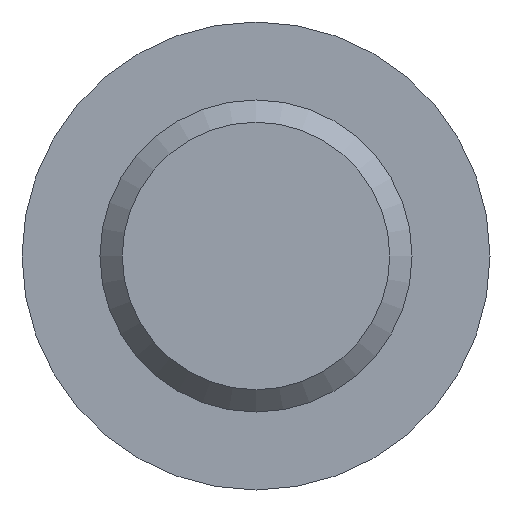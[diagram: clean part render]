
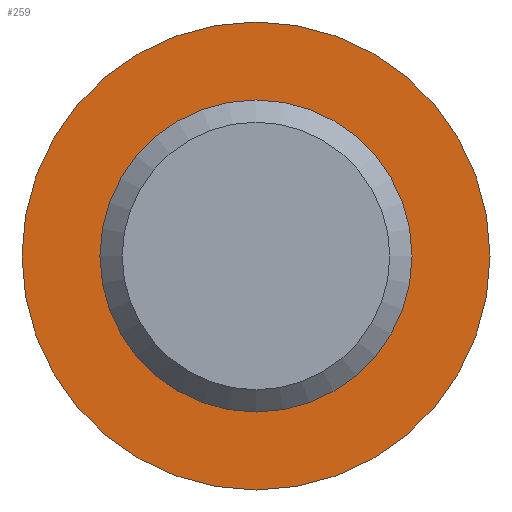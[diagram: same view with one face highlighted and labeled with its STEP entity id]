
A CAD part, front view. The second image highlights one B-rep face of the part: STEP entity #259.
In plain terms, the highlighted planar face has unit normal (0, -1, 0).
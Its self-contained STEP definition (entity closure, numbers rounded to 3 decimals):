
#20 = CARTESIAN_POINT ( 'NONE',  ( 0., 40., -7. ) ) ;
#28 = CIRCLE ( 'NONE', #337, 10.5 ) ;
#32 = EDGE_CURVE ( 'NONE', #405, #405, #99, .T. ) ;
#61 = EDGE_LOOP ( 'NONE', ( #347 ) ) ;
#66 = AXIS2_PLACEMENT_3D ( 'NONE', #183, #231, #406 ) ;
#99 = CIRCLE ( 'NONE', #133, 7. ) ;
#133 = AXIS2_PLACEMENT_3D ( 'NONE', #484, #335, #170 ) ;
#151 = CARTESIAN_POINT ( 'NONE',  ( 0., 40., 0. ) ) ;
#157 = ORIENTED_EDGE ( 'NONE', *, *, #265, .T. ) ;
#170 = DIRECTION ( 'NONE',  ( 0., 0., -1. ) ) ;
#179 = FACE_OUTER_BOUND ( 'NONE', #273, .T. ) ;
#183 = CARTESIAN_POINT ( 'NONE',  ( -7., 40., 0. ) ) ;
#193 = VERTEX_POINT ( 'NONE', #284 ) ;
#194 = DIRECTION ( 'NONE',  ( 0., -1., 0. ) ) ;
#231 = DIRECTION ( 'NONE',  ( 0., 1., 0. ) ) ;
#259 = ADVANCED_FACE ( 'NONE', ( #429, #179 ), #268, .F. ) ;
#265 = EDGE_CURVE ( 'NONE', #193, #193, #28, .T. ) ;
#268 = PLANE ( 'NONE',  #66 ) ;
#273 = EDGE_LOOP ( 'NONE', ( #157 ) ) ;
#284 = CARTESIAN_POINT ( 'NONE',  ( 0., 40., -10.5 ) ) ;
#335 = DIRECTION ( 'NONE',  ( 0., -1., 0. ) ) ;
#337 = AXIS2_PLACEMENT_3D ( 'NONE', #151, #194, #447 ) ;
#347 = ORIENTED_EDGE ( 'NONE', *, *, #32, .F. ) ;
#405 = VERTEX_POINT ( 'NONE', #20 ) ;
#406 = DIRECTION ( 'NONE',  ( 0., 0., 1. ) ) ;
#429 = FACE_BOUND ( 'NONE', #61, .T. ) ;
#447 = DIRECTION ( 'NONE',  ( 0., 0., -1. ) ) ;
#484 = CARTESIAN_POINT ( 'NONE',  ( 0., 40., 0. ) ) ;
